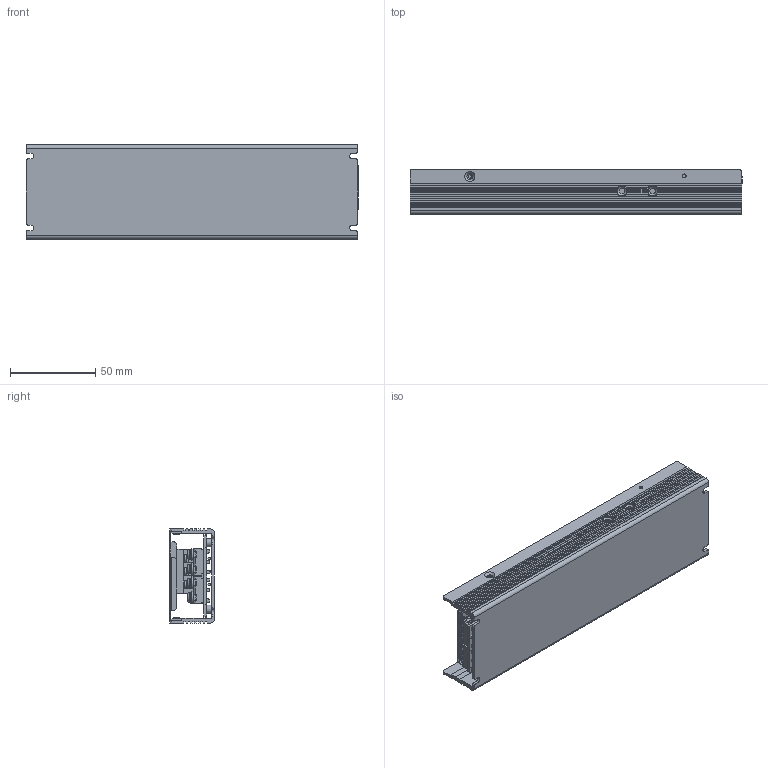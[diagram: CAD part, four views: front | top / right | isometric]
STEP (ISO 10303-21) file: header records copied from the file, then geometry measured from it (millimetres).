
FILE_DESCRIPTION(/* description */ (''),/* implementation_level */ '2;1');
FILE_NAME(/* name */ 'Mean Well UHP-200-24.step',/* time_stamp */ '2024-04-06T14:10:39+02:00',/* author */ (''),/* organization */ (''),/* preprocessor_version */ 'ST-DEVELOPER v20',/* originating_system */ 'Autodesk Translation Framework v12.20.1.177',/* authorisation */ '');
FILE_SCHEMA (('AUTOMOTIVE_DESIGN { 1 0 10303 214 3 1 1 }'));
Length unit declared in the file: millimetre
Products named in the file (12): (Unsaved); DG28C-COVER; PCB; FREE-MODELS_ASM; 1EE4HTP-200-40A_1_ASM; 1EE4HTP-200-40A_1_ASM_1; 1EE4HTP-200-40A_1_2; 00-127079; 00-130527; DG28C; 249C-T; 249C-D
Assembly tree (18 placements, depth 4):
  (Unsaved)
    DG28C-COVER
    PCB
    FREE-MODELS_ASM
      1EE4HTP-200-40A_1_ASM
        1EE4HTP-200-40A_1_2
        00-127079  x2
        00-130527  x2
      1EE4HTP-200-40A_1_ASM_1
        1EE4HTP-200-40A_1_2
        00-127079  x2
        00-130527  x2
    DG28C
    249C-T
    249C-D
Bounding box: 194.25 x 26 x 55 mm (x, y, z)
Volume: 59707 mm3; surface area: 83243.9 mm2
Topology: 15 solids, 15 shells, 1540 faces, 4373 edges, 2884 vertices
Faces by surface type: plane 1325, cylinder 145, cone 40, torus 24, bspline 6
Full cylindrical faces by diameter (mm): 2.3 x4, 2.6 x3, 3.3 x3, 3.5 x12, 4 x7, 5 x7, 5.5 x4, 7 x4
Entity records: 45365 total; most frequent: CARTESIAN_POINT 8316, ORIENTED_EDGE 7758, DIRECTION 6943, EDGE_CURVE 3879, LINE 3507, VECTOR 3507, VERTEX_POINT 2562, AXIS2_PLACEMENT_3D 1718
